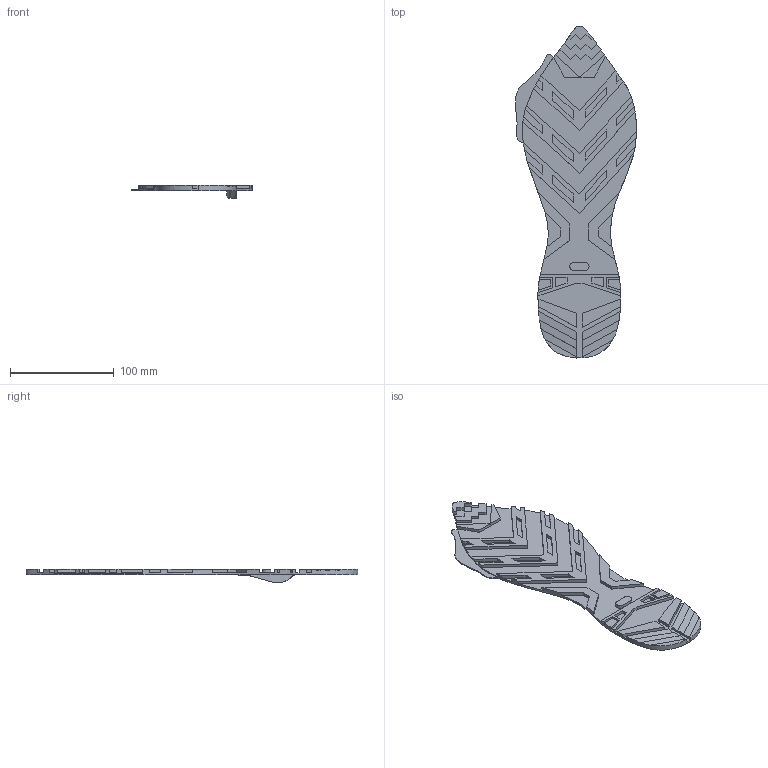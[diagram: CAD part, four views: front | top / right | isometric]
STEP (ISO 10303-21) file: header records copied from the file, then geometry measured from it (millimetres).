
FILE_DESCRIPTION (( 'STEP AP203' ), '1' );
FILE_NAME ('suola_2.STEP', '2023-07-13T11:09:02', ( '' ), ( '' ), 'SwSTEP 2.0', 'SolidWorks 2022', '' );
FILE_SCHEMA (( 'CONFIG_CONTROL_DESIGN' ));
Length unit declared in the file: millimetre
Products named in the file (2): suola_2; Suola_bave_1
Assembly tree (1 placements, depth 2):
  suola_2
    Suola_bave_1
Bounding box: 116.62 x 319.94 x 12.54 mm (x, y, z)
Volume: 80361.7 mm3; surface area: 60940.3 mm2
Topology: 1 solids, 1 shells, 191 faces, 540 edges, 360 vertices
Faces by surface type: plane 183, bspline 6, cylinder 2
Entity records: 6642 total; most frequent: CARTESIAN_POINT 1677, ORIENTED_EDGE 1080, DIRECTION 834, EDGE_CURVE 540, LINE 448, VECTOR 448, VERTEX_POINT 360, EDGE_LOOP 200
